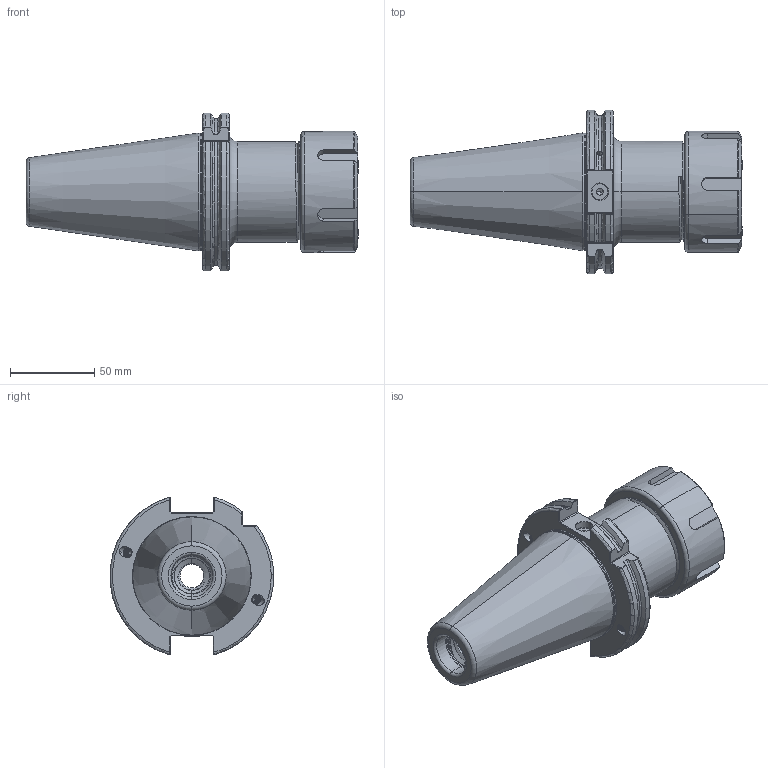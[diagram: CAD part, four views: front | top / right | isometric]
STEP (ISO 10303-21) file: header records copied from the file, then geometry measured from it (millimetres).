
FILE_DESCRIPTION (( 'STEP AP203' ), '1' );
FILE_NAME ('503.01.32.1.STEP', '2016-07-16T01:08:02', ( '' ), ( '' ), 'SwSTEP 2.0', 'SolidWorks 2012', '' );
FILE_SCHEMA (( 'CONFIG_CONTROL_DESIGN' ));
Length unit declared in the file: millimetre
Products named in the file (7): 503.01.32.1; OZ32Y1; OZ螺帽螺絲 M5; OZ32#200 3.96MM鋼珠; OZ32002PD; OZ32001PD
Assembly tree (49 placements, depth 3):
  503.01.32.1
    503.01.32.1
    OZ32Y1
      OZ32001PD
      OZ32002PD
      OZ螺帽螺絲 M5
      OZ32#200 3.96MM鋼珠  x44
Bounding box: 197.35 x 97.33 x 93.81 mm (x, y, z)
Volume: 485044.3 mm3; surface area: 99825.8 mm2
Topology: 48 solids, 48 shells, 572 faces, 1603 edges, 1031 vertices
Faces by surface type: cylinder 200, plane 97, sphere 88, cone 70, torus 64, bspline 53
Entity records: 40201 total; most frequent: CARTESIAN_POINT 27495, ORIENTED_EDGE 2566, DIRECTION 1956, EDGE_CURVE 1283, VERTEX_POINT 813, AXIS2_PLACEMENT_3D 780, EDGE_LOOP 508, FACE_OUTER_BOUND 486
